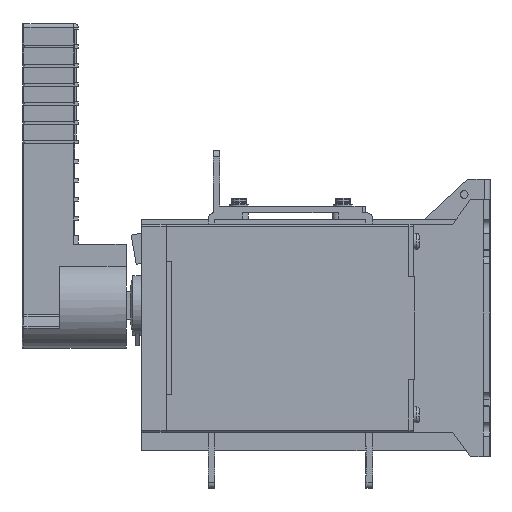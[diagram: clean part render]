
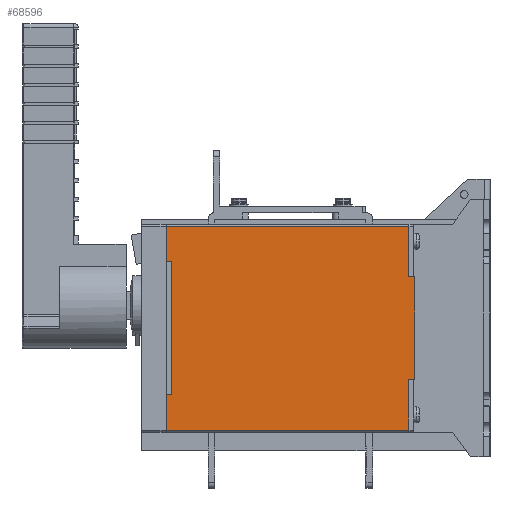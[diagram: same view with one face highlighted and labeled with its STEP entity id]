
A CAD part, left-side view. The second image highlights one B-rep face of the part: STEP entity #68596.
In plain terms, the highlighted planar face has unit normal (-1, 0, 0).
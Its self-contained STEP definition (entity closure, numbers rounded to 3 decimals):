
#63 = ORIENTED_EDGE ( 'NONE', *, *, #20689, .T. ) ;
#1964 = ORIENTED_EDGE ( 'NONE', *, *, #60214, .F. ) ;
#2574 = ORIENTED_EDGE ( 'NONE', *, *, #11619, .T. ) ;
#2796 = VERTEX_POINT ( 'NONE', #116599 ) ;
#2929 = VECTOR ( 'NONE', #103157, 1000. ) ;
#4648 = EDGE_CURVE ( 'NONE', #42956, #89194, #78714, .T. ) ;
#6628 = DIRECTION ( 'NONE',  ( 0., 1., 0. ) ) ;
#8254 = VECTOR ( 'NONE', #46671, 1000. ) ;
#8665 = CARTESIAN_POINT ( 'NONE',  ( -146., 176.5, -60.5 ) ) ;
#8827 = LINE ( 'NONE', #119897, #69793 ) ;
#9449 = LINE ( 'NONE', #71732, #8254 ) ;
#10311 = VERTEX_POINT ( 'NONE', #58733 ) ;
#10658 = CARTESIAN_POINT ( 'NONE',  ( -146., 36.51, -60.5 ) ) ;
#11578 = ORIENTED_EDGE ( 'NONE', *, *, #4648, .T. ) ;
#11619 = EDGE_CURVE ( 'NONE', #10311, #42956, #114180, .T. ) ;
#15803 = CARTESIAN_POINT ( 'NONE',  ( -146., 163.5, -60.5 ) ) ;
#17266 = CARTESIAN_POINT ( 'NONE',  ( -146., 176.5, -49.85 ) ) ;
#17817 = CARTESIAN_POINT ( 'NONE',  ( -146., 33.35, -23.3 ) ) ;
#18245 = CARTESIAN_POINT ( 'NONE',  ( -146., 33.35, -23.3 ) ) ;
#19208 = ORIENTED_EDGE ( 'NONE', *, *, #80096, .T. ) ;
#19989 = VECTOR ( 'NONE', #88503, 1000. ) ;
#20429 = VECTOR ( 'NONE', #37367, 1000. ) ;
#20689 = EDGE_CURVE ( 'NONE', #2796, #46974, #60941, .T. ) ;
#21229 = EDGE_LOOP ( 'NONE', ( #1964, #103135, #101847, #19208, #112939, #63, #117527, #57856, #104958, #2574, #11578, #64640 ) ) ;
#22330 = VERTEX_POINT ( 'NONE', #44308 ) ;
#23180 = CARTESIAN_POINT ( 'NONE',  ( -146., 160.5, 0. ) ) ;
#23537 = CARTESIAN_POINT ( 'NONE',  ( -146., 163.5, -60.5 ) ) ;
#25157 = VERTEX_POINT ( 'NONE', #74506 ) ;
#25159 = VERTEX_POINT ( 'NONE', #56206 ) ;
#25291 = EDGE_CURVE ( 'NONE', #46367, #10311, #97644, .T. ) ;
#25538 = DIRECTION ( 'NONE',  ( 0., 0., -1. ) ) ;
#32240 = CARTESIAN_POINT ( 'NONE',  ( -146., 36.51, -23.3 ) ) ;
#33845 = EDGE_CURVE ( 'NONE', #95531, #53368, #9449, .T. ) ;
#35680 = VECTOR ( 'NONE', #85137, 1000. ) ;
#37367 = DIRECTION ( 'NONE',  ( 0., -1., 0. ) ) ;
#40563 = VECTOR ( 'NONE', #55044, 1000. ) ;
#41207 = CARTESIAN_POINT ( 'NONE',  ( -146., 163.5, -31.425 ) ) ;
#42956 = VERTEX_POINT ( 'NONE', #41207 ) ;
#44274 = EDGE_CURVE ( 'NONE', #25157, #2796, #8827, .T. ) ;
#44308 = CARTESIAN_POINT ( 'NONE',  ( -146., 163.5, 38.575 ) ) ;
#45895 = DIRECTION ( 'NONE',  ( 1., 0., 0. ) ) ;
#46367 = VERTEX_POINT ( 'NONE', #86772 ) ;
#46671 = DIRECTION ( 'NONE',  ( 0., 0., -1. ) ) ;
#46974 = VERTEX_POINT ( 'NONE', #83326 ) ;
#48970 = CARTESIAN_POINT ( 'NONE',  ( -146., 33.35, 30.45 ) ) ;
#51809 = CARTESIAN_POINT ( 'NONE',  ( -146., 176.5, 57. ) ) ;
#53368 = VERTEX_POINT ( 'NONE', #18245 ) ;
#53397 = DIRECTION ( 'NONE',  ( 0., 0., 1. ) ) ;
#55044 = DIRECTION ( 'NONE',  ( 0., 1., 0. ) ) ;
#55633 = VECTOR ( 'NONE', #25538, 1000. ) ;
#55925 = LINE ( 'NONE', #83411, #105547 ) ;
#56206 = CARTESIAN_POINT ( 'NONE',  ( -146., 36.51, -49.85 ) ) ;
#56992 = EDGE_CURVE ( 'NONE', #53368, #103593, #78328, .T. ) ;
#57856 = ORIENTED_EDGE ( 'NONE', *, *, #101505, .F. ) ;
#58733 = CARTESIAN_POINT ( 'NONE',  ( -146., 160.5, -31.425 ) ) ;
#60214 = EDGE_CURVE ( 'NONE', #103593, #25159, #83927, .T. ) ;
#60941 = LINE ( 'NONE', #51809, #103401 ) ;
#64640 = ORIENTED_EDGE ( 'NONE', *, *, #79514, .T. ) ;
#65415 = DIRECTION ( 'NONE',  ( 0., 0., -1. ) ) ;
#65923 = CARTESIAN_POINT ( 'NONE',  ( -146., 33.35, 30.45 ) ) ;
#67726 = LINE ( 'NONE', #65923, #2929 ) ;
#68596 = ADVANCED_FACE ( 'NONE', ( #92288 ), #75176, .F. ) ;
#69793 = VECTOR ( 'NONE', #53397, 1000. ) ;
#69949 = LINE ( 'NONE', #23537, #106083 ) ;
#71732 = CARTESIAN_POINT ( 'NONE',  ( -146., 33.35, 0. ) ) ;
#74506 = CARTESIAN_POINT ( 'NONE',  ( -146., 36.51, 30.45 ) ) ;
#75176 = PLANE ( 'NONE',  #116703 ) ;
#75744 = DIRECTION ( 'NONE',  ( 0., 1., 0. ) ) ;
#77544 = CARTESIAN_POINT ( 'NONE',  ( -146., 0., -31.425 ) ) ;
#77826 = EDGE_CURVE ( 'NONE', #46974, #22330, #69949, .T. ) ;
#78328 = LINE ( 'NONE', #17817, #40563 ) ;
#78714 = LINE ( 'NONE', #15803, #55633 ) ;
#79147 = VECTOR ( 'NONE', #75744, 1000. ) ;
#79514 = EDGE_CURVE ( 'NONE', #89194, #25159, #120399, .T. ) ;
#80096 = EDGE_CURVE ( 'NONE', #95531, #25157, #67726, .T. ) ;
#83326 = CARTESIAN_POINT ( 'NONE',  ( -146., 163.5, 57. ) ) ;
#83411 = CARTESIAN_POINT ( 'NONE',  ( -146., 0., 38.575 ) ) ;
#83927 = LINE ( 'NONE', #10658, #35680 ) ;
#85137 = DIRECTION ( 'NONE',  ( 0., 0., -1. ) ) ;
#86772 = CARTESIAN_POINT ( 'NONE',  ( -146., 160.5, 38.575 ) ) ;
#88503 = DIRECTION ( 'NONE',  ( 0., 0., -1. ) ) ;
#88884 = DIRECTION ( 'NONE',  ( 0., 0., -1. ) ) ;
#89194 = VERTEX_POINT ( 'NONE', #116528 ) ;
#92288 = FACE_OUTER_BOUND ( 'NONE', #21229, .T. ) ;
#95531 = VERTEX_POINT ( 'NONE', #48970 ) ;
#97644 = LINE ( 'NONE', #23180, #19989 ) ;
#101505 = EDGE_CURVE ( 'NONE', #46367, #22330, #55925, .T. ) ;
#101700 = DIRECTION ( 'NONE',  ( 0., 1., 0. ) ) ;
#101847 = ORIENTED_EDGE ( 'NONE', *, *, #33845, .F. ) ;
#103135 = ORIENTED_EDGE ( 'NONE', *, *, #56992, .F. ) ;
#103157 = DIRECTION ( 'NONE',  ( 0., 1., 0. ) ) ;
#103401 = VECTOR ( 'NONE', #6628, 1000. ) ;
#103593 = VERTEX_POINT ( 'NONE', #32240 ) ;
#104958 = ORIENTED_EDGE ( 'NONE', *, *, #25291, .T. ) ;
#105547 = VECTOR ( 'NONE', #101700, 1000. ) ;
#106083 = VECTOR ( 'NONE', #88884, 1000. ) ;
#112939 = ORIENTED_EDGE ( 'NONE', *, *, #44274, .T. ) ;
#114180 = LINE ( 'NONE', #77544, #79147 ) ;
#116528 = CARTESIAN_POINT ( 'NONE',  ( -146., 163.5, -49.85 ) ) ;
#116599 = CARTESIAN_POINT ( 'NONE',  ( -146., 36.51, 57. ) ) ;
#116703 = AXIS2_PLACEMENT_3D ( 'NONE', #8665, #45895, #65415 ) ;
#117527 = ORIENTED_EDGE ( 'NONE', *, *, #77826, .T. ) ;
#119897 = CARTESIAN_POINT ( 'NONE',  ( -146., 36.51, 0. ) ) ;
#120399 = LINE ( 'NONE', #17266, #20429 ) ;
